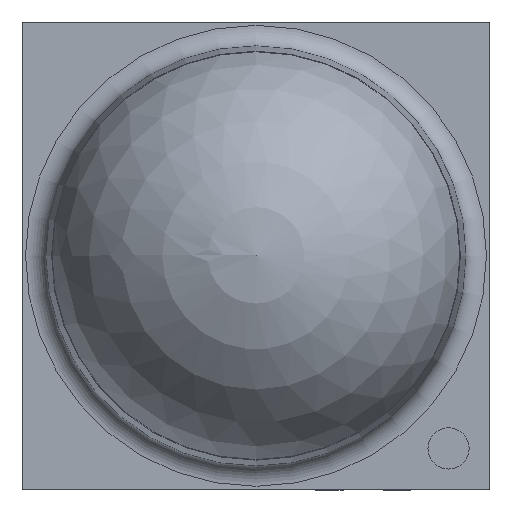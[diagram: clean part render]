
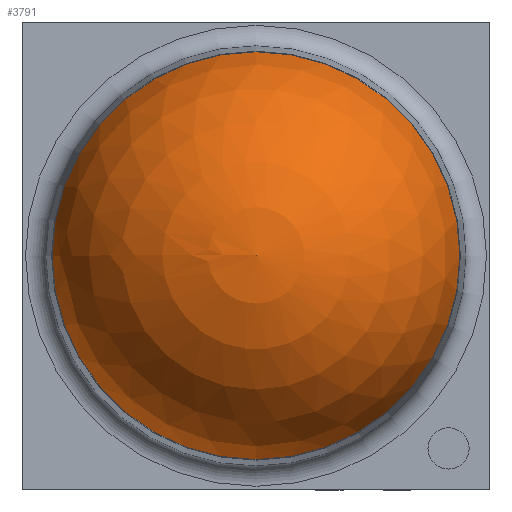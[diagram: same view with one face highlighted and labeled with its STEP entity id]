
A CAD part, top view. The second image highlights one B-rep face of the part: STEP entity #3791.
In plain terms, the highlighted spherical face has radius 1.5 mm.
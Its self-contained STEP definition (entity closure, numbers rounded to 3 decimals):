
#78=SPHERICAL_SURFACE('',#4046,1.5);
#256=CIRCLE('',#4047,1.482);
#257=CIRCLE('',#4048,1.482);
#258=CIRCLE('',#4049,1.5);
#326=FACE_OUTER_BOUND('',#554,.T.);
#554=EDGE_LOOP('',(#2757,#2758,#2759,#2760));
#1738=VERTEX_POINT('',#5629);
#1739=VERTEX_POINT('',#5630);
#1740=VERTEX_POINT('',#5633);
#2146=EDGE_CURVE('',#1738,#1739,#256,.T.);
#2147=EDGE_CURVE('',#1739,#1738,#257,.T.);
#2148=EDGE_CURVE('',#1740,#1739,#258,.T.);
#2757=ORIENTED_EDGE('',*,*,#2146,.F.);
#2758=ORIENTED_EDGE('',*,*,#2147,.F.);
#2759=ORIENTED_EDGE('',*,*,#2148,.F.);
#2760=ORIENTED_EDGE('',*,*,#2148,.T.);
#3791=ADVANCED_FACE('',(#326),#78,.T.);
#4046=AXIS2_PLACEMENT_3D('',#5628,#4492,#4493);
#4047=AXIS2_PLACEMENT_3D('',#5631,#4494,#4495);
#4048=AXIS2_PLACEMENT_3D('',#5632,#4496,#4497);
#4049=AXIS2_PLACEMENT_3D('',#5634,#4498,#4499);
#4492=DIRECTION('center_axis',(0.,0.,1.));
#4493=DIRECTION('ref_axis',(1.,0.,0.));
#4494=DIRECTION('center_axis',(0.,0.,-1.));
#4495=DIRECTION('ref_axis',(-1.,0.,0.));
#4496=DIRECTION('center_axis',(0.,0.,-1.));
#4497=DIRECTION('ref_axis',(-1.,0.,0.));
#4498=DIRECTION('center_axis',(0.,-1.,0.));
#4499=DIRECTION('ref_axis',(-1.,0.,0.));
#5628=CARTESIAN_POINT('Origin',(0.,0.,0.395));
#5629=CARTESIAN_POINT('',(1.482,0.,0.626));
#5630=CARTESIAN_POINT('',(-1.482,0.,0.626));
#5631=CARTESIAN_POINT('Origin',(0.,0.,0.626));
#5632=CARTESIAN_POINT('Origin',(0.,0.,0.626));
#5633=CARTESIAN_POINT('',(0.,0.,1.895));
#5634=CARTESIAN_POINT('Origin',(0.,0.,0.395));
